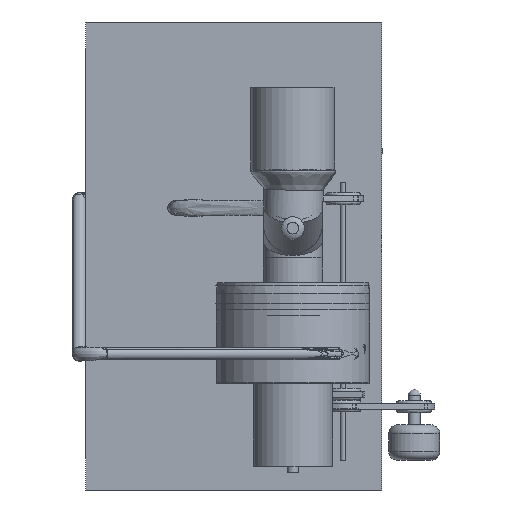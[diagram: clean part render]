
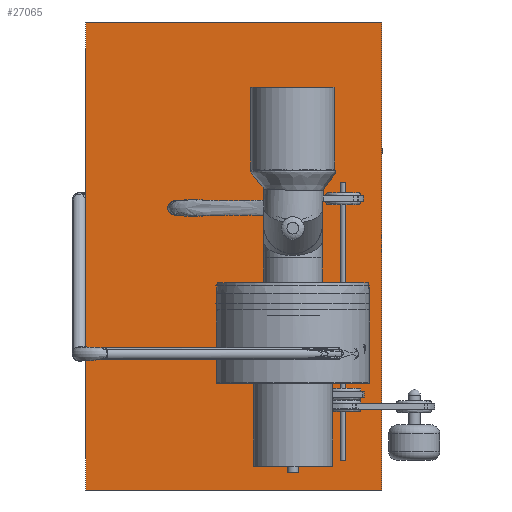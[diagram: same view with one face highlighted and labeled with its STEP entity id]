
A CAD part, left-side view. The second image highlights one B-rep face of the part: STEP entity #27065.
In plain terms, the highlighted planar face has unit normal (-1, 0, 0).
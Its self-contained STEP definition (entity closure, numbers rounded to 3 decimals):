
#1910=PLANE('',#30072);
#3360=LINE('',#58721,#4868);
#3402=LINE('',#58813,#4910);
#3404=LINE('',#58817,#4912);
#3409=LINE('',#58827,#4917);
#4868=VECTOR('',#37345,10.);
#4910=VECTOR('',#37423,10.);
#4912=VECTOR('',#37427,10.);
#4917=VECTOR('',#37440,10.);
#8279=FACE_OUTER_BOUND('',#10255,.T.);
#10255=EDGE_LOOP('',(#24430,#24431,#24432,#24433));
#13274=VERTEX_POINT('',#58718);
#13275=VERTEX_POINT('',#58720);
#13307=VERTEX_POINT('',#58811);
#13308=VERTEX_POINT('',#58815);
#17001=EDGE_CURVE('',#13274,#13275,#3360,.T.);
#17047=EDGE_CURVE('',#13307,#13275,#3402,.T.);
#17049=EDGE_CURVE('',#13308,#13274,#3404,.T.);
#17054=EDGE_CURVE('',#13308,#13307,#3409,.T.);
#24430=ORIENTED_EDGE('',*,*,#17001,.F.);
#24431=ORIENTED_EDGE('',*,*,#17049,.F.);
#24432=ORIENTED_EDGE('',*,*,#17054,.T.);
#24433=ORIENTED_EDGE('',*,*,#17047,.T.);
#27065=ADVANCED_FACE('',(#8279),#1910,.T.);
#30072=AXIS2_PLACEMENT_3D('',#58826,#37438,#37439);
#37345=DIRECTION('',(0.,0.,1.));
#37423=DIRECTION('',(0.,1.,0.));
#37427=DIRECTION('',(0.,1.,0.));
#37438=DIRECTION('center_axis',(-1.,0.,0.));
#37439=DIRECTION('ref_axis',(0.,0.,1.));
#37440=DIRECTION('',(0.,0.,1.));
#58718=CARTESIAN_POINT('',(275.,250.,-115.));
#58720=CARTESIAN_POINT('',(275.,250.,280.));
#58721=CARTESIAN_POINT('',(275.,250.,-115.));
#58811=CARTESIAN_POINT('',(275.,0.,280.));
#58813=CARTESIAN_POINT('',(275.,0.,280.));
#58815=CARTESIAN_POINT('',(275.,0.,-115.));
#58817=CARTESIAN_POINT('',(275.,0.,-115.));
#58826=CARTESIAN_POINT('Origin',(275.,0.,-115.));
#58827=CARTESIAN_POINT('',(275.,0.,-65.));
